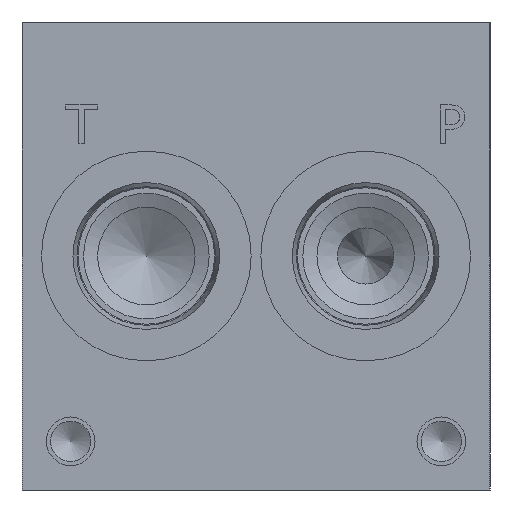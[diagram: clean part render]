
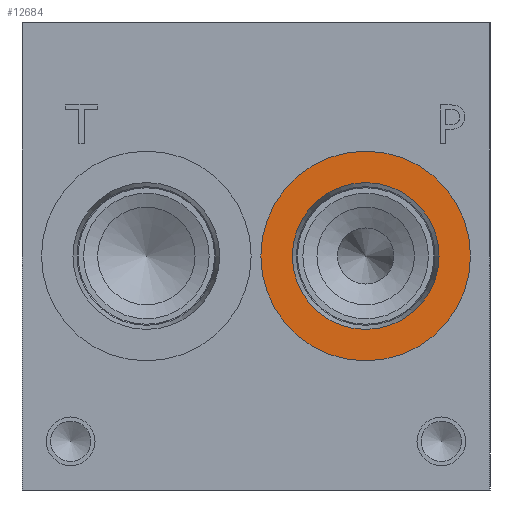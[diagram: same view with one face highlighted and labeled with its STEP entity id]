
A CAD part, left-side view. The second image highlights one B-rep face of the part: STEP entity #12684.
In plain terms, the highlighted planar face has unit normal (-1, 0, 0).
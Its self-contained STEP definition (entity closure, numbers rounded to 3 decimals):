
#435=CIRCLE('',#13475,17.069);
#436=CIRCLE('',#13476,17.069);
#437=CIRCLE('',#13477,11.951);
#540=FACE_BOUND('',#2422,.T.);
#1679=FACE_OUTER_BOUND('',#2421,.T.);
#2421=EDGE_LOOP('',(#11088,#11089));
#2422=EDGE_LOOP('',(#11090));
#5928=VERTEX_POINT('',#21882);
#5929=VERTEX_POINT('',#21883);
#5930=VERTEX_POINT('',#21886);
#7675=EDGE_CURVE('',#5928,#5929,#435,.T.);
#7676=EDGE_CURVE('',#5929,#5928,#436,.T.);
#7677=EDGE_CURVE('',#5930,#5930,#437,.T.);
#11088=ORIENTED_EDGE('',*,*,#7675,.T.);
#11089=ORIENTED_EDGE('',*,*,#7676,.T.);
#11090=ORIENTED_EDGE('',*,*,#7677,.F.);
#11573=PLANE('',#13474);
#12684=ADVANCED_FACE('',(#1679,#540),#11573,.T.);
#13474=AXIS2_PLACEMENT_3D('',#21881,#16156,#16157);
#13475=AXIS2_PLACEMENT_3D('',#21884,#16158,#16159);
#13476=AXIS2_PLACEMENT_3D('',#21885,#16160,#16161);
#13477=AXIS2_PLACEMENT_3D('',#21887,#16162,#16163);
#16156=DIRECTION('center_axis',(-1.,0.,0.));
#16157=DIRECTION('ref_axis',(0.,1.,0.));
#16158=DIRECTION('center_axis',(-1.,0.,0.));
#16159=DIRECTION('ref_axis',(0.,1.,0.));
#16160=DIRECTION('center_axis',(-1.,0.,0.));
#16161=DIRECTION('ref_axis',(0.,1.,0.));
#16162=DIRECTION('center_axis',(-1.,0.,0.));
#16163=DIRECTION('ref_axis',(0.,1.,0.));
#21881=CARTESIAN_POINT('Origin',(0.787,20.244,38.1));
#21882=CARTESIAN_POINT('',(0.787,37.313,38.1));
#21883=CARTESIAN_POINT('',(0.787,3.175,38.1));
#21884=CARTESIAN_POINT('Origin',(0.787,20.244,38.1));
#21885=CARTESIAN_POINT('Origin',(0.787,20.244,38.1));
#21886=CARTESIAN_POINT('',(0.787,8.293,38.1));
#21887=CARTESIAN_POINT('Origin',(0.787,20.244,38.1));
